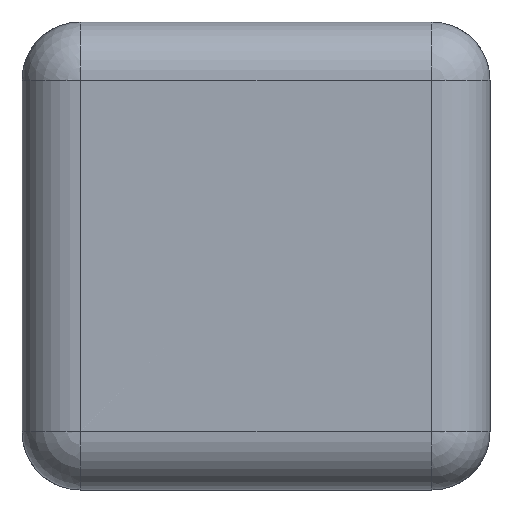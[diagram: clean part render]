
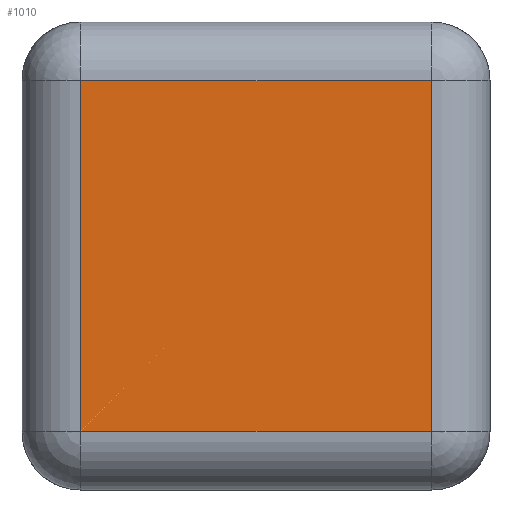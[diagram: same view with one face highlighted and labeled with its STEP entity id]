
A CAD part, left-side view. The second image highlights one B-rep face of the part: STEP entity #1010.
In plain terms, the highlighted planar face has unit normal (-1, 0, 0).
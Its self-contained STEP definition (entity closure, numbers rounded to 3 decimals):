
#40=PLANE('',#1106);
#66=LINE('',#2450,#106);
#67=LINE('',#2452,#107);
#68=LINE('',#2454,#108);
#69=LINE('',#2456,#109);
#106=VECTOR('',#1273,1000.);
#107=VECTOR('',#1276,1000.);
#108=VECTOR('',#1279,1000.);
#109=VECTOR('',#1282,1000.);
#165=FACE_OUTER_BOUND('',#227,.T.);
#227=EDGE_LOOP('',(#774,#775,#776,#777));
#408=VERTEX_POINT('',#2422);
#411=VERTEX_POINT('',#2434);
#412=VERTEX_POINT('',#2440);
#413=VERTEX_POINT('',#2446);
#534=EDGE_CURVE('',#413,#412,#66,.T.);
#535=EDGE_CURVE('',#411,#408,#67,.T.);
#536=EDGE_CURVE('',#408,#413,#68,.T.);
#537=EDGE_CURVE('',#411,#412,#69,.T.);
#774=ORIENTED_EDGE('',*,*,#536,.T.);
#775=ORIENTED_EDGE('',*,*,#534,.T.);
#776=ORIENTED_EDGE('',*,*,#537,.F.);
#777=ORIENTED_EDGE('',*,*,#535,.T.);
#1010=ADVANCED_FACE('',(#165),#40,.F.);
#1106=AXIS2_PLACEMENT_3D('',#2457,#1283,#1284);
#1273=DIRECTION('',(0.,0.,1.));
#1276=DIRECTION('',(0.,0.,-1.));
#1279=DIRECTION('',(0.,-1.,0.));
#1282=DIRECTION('',(0.,-1.,0.));
#1283=DIRECTION('center_axis',(1.,0.,0.));
#1284=DIRECTION('ref_axis',(0.,0.,-1.));
#2422=CARTESIAN_POINT('',(-0.8,0.72,-0.3));
#2434=CARTESIAN_POINT('',(-0.8,0.72,0.3));
#2440=CARTESIAN_POINT('',(-0.8,0.12,0.3));
#2446=CARTESIAN_POINT('',(-0.8,0.12,-0.3));
#2450=CARTESIAN_POINT('',(-0.8,0.12,0.3));
#2452=CARTESIAN_POINT('',(-0.8,0.72,-0.3));
#2454=CARTESIAN_POINT('',(-0.8,0.82,-0.3));
#2456=CARTESIAN_POINT('',(-0.8,0.82,0.3));
#2457=CARTESIAN_POINT('Origin',(-0.8,0.82,0.3));
